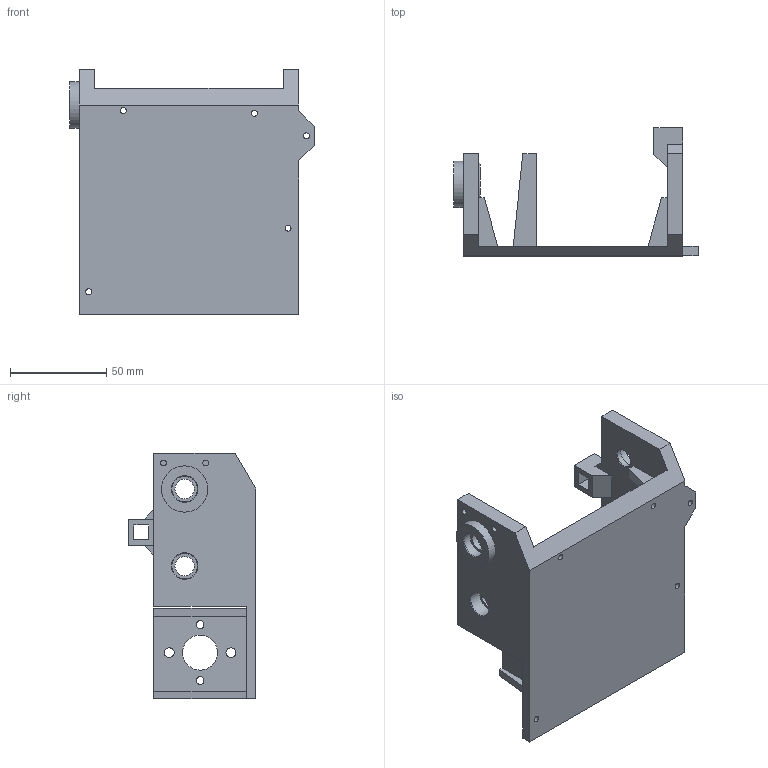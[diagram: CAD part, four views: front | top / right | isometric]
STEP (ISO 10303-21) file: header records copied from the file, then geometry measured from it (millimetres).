
FILE_DESCRIPTION(/* description */ ('STEP AP242','CAx-IF Rec.Pracs.---Representation and Presentation of Product Manufacturing Information (PMI)---4.0---2014-10-13','CAx-IF Rec.Pracs.---3D Tessellated Geometry---0.4---2014-09-14','2;1'),/* implementation_level */ '2;1');
FILE_NAME(/* name */ 'Ref_Model - Gearbox base - left',/* time_stamp */ '2025-08-11T20:51:06Z',/* author */ (''),/* organization */ (''),/* preprocessor_version */ 'ST-DEVELOPER v20',/* originating_system */ 'ONSHAPE BY PTC INC, 1.202',/* authorisation */ ' ');
FILE_SCHEMA (('AP242_MANAGED_MODEL_BASED_3D_ENGINEERING_MIM_LF { 1 0 10303 442 1 1 4 }'));
Length unit declared in the file: metre
Products named in the file (1): Gearbox base - left
Bounding box: 126.8 x 66.35 x 127.54 mm (x, y, z)
Volume: 138903.8 mm3; surface area: 54923.4 mm2
Topology: 1 solids, 1 shells, 88 faces, 243 edges, 164 vertices
Faces by surface type: plane 57, cylinder 22, cone 9
Full cylindrical faces by diameter (mm): 3.1 x7, 4.1 x2, 5.1 x2, 10 x4, 13.25 x5, 18.2 x1, 24 x1
Entity records: 2618 total; most frequent: CARTESIAN_POINT 437, DIRECTION 430, ORIENTED_EDGE 396, EDGE_CURVE 198, EDGE_LOOP 160, FACE_BOUND 160, VERTEX_POINT 150, LINE 144
